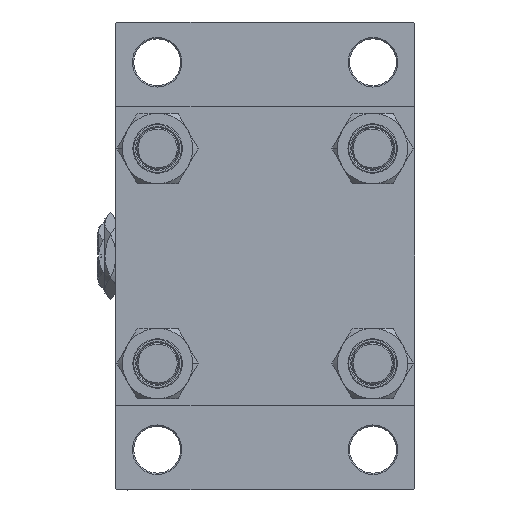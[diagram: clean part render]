
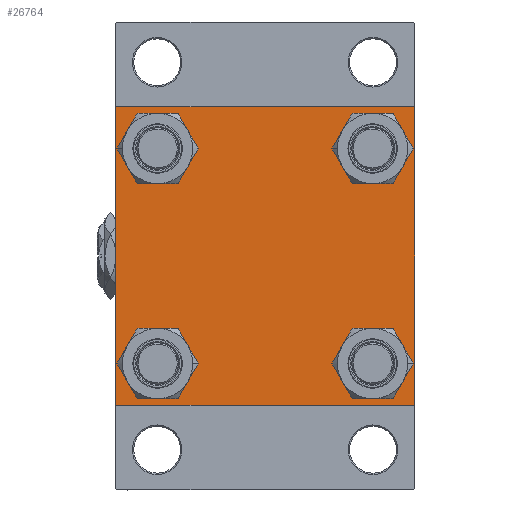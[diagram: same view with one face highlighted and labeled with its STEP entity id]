
A CAD part, left-side view. The second image highlights one B-rep face of the part: STEP entity #26764.
In plain terms, the highlighted planar face has unit normal (-1, 0, 0).
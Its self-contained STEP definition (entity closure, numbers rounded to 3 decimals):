
#418 = CIRCLE ( 'NONE', #28545, 8.5 ) ;
#652 = DIRECTION ( 'NONE',  ( 0., 0., 1. ) ) ;
#954 = CARTESIAN_POINT ( 'NONE',  ( 0., -41.35, 49.85 ) ) ;
#1063 = VECTOR ( 'NONE', #16300, 1000. ) ;
#2234 = VERTEX_POINT ( 'NONE', #38918 ) ;
#2306 = EDGE_LOOP ( 'NONE', ( #11679, #28850 ) ) ;
#2497 = CARTESIAN_POINT ( 'NONE',  ( 0., 57., 57.5 ) ) ;
#2746 = CIRCLE ( 'NONE', #35698, 8.5 ) ;
#3748 = CARTESIAN_POINT ( 'NONE',  ( 0., 41.35, -41.35 ) ) ;
#3827 = VERTEX_POINT ( 'NONE', #48613 ) ;
#4174 = VECTOR ( 'NONE', #34002, 1000. ) ;
#5120 = CIRCLE ( 'NONE', #10745, 8.5 ) ;
#5195 = LINE ( 'NONE', #17517, #38638 ) ;
#5277 = DIRECTION ( 'NONE',  ( 0., 0., 1. ) ) ;
#5292 = FACE_BOUND ( 'NONE', #49736, .T. ) ;
#5531 = DIRECTION ( 'NONE',  ( 0., 0., 1. ) ) ;
#5719 = EDGE_CURVE ( 'NONE', #12729, #40044, #32218, .T. ) ;
#5929 = EDGE_LOOP ( 'NONE', ( #18186, #44166, #13144, #42327, #15167, #36485, #24639, #26393 ) ) ;
#6115 = VERTEX_POINT ( 'NONE', #33021 ) ;
#6164 = VERTEX_POINT ( 'NONE', #44362 ) ;
#6432 = VERTEX_POINT ( 'NONE', #43815 ) ;
#6723 = AXIS2_PLACEMENT_3D ( 'NONE', #12579, #8802, #5277 ) ;
#7618 = CARTESIAN_POINT ( 'NONE',  ( 0., 57.5, -57.5 ) ) ;
#8254 = CARTESIAN_POINT ( 'NONE',  ( 0., 41.35, 41.35 ) ) ;
#8587 = CARTESIAN_POINT ( 'NONE',  ( 0., -57., 57.5 ) ) ;
#8802 = DIRECTION ( 'NONE',  ( 1., 0., 0. ) ) ;
#8833 = DIRECTION ( 'NONE',  ( 0., 0., 1. ) ) ;
#8906 = AXIS2_PLACEMENT_3D ( 'NONE', #8254, #43008, #20077 ) ;
#9231 = DIRECTION ( 'NONE',  ( 0., 0., 1. ) ) ;
#9322 = CARTESIAN_POINT ( 'NONE',  ( 0., -57.25, -57.25 ) ) ;
#9327 = DIRECTION ( 'NONE',  ( 1., 0., 0. ) ) ;
#10041 = PLANE ( 'NONE',  #11567 ) ;
#10209 = EDGE_CURVE ( 'NONE', #17005, #12619, #5120, .T. ) ;
#10265 = ORIENTED_EDGE ( 'NONE', *, *, #36515, .T. ) ;
#10398 = CARTESIAN_POINT ( 'NONE',  ( 0., -41.35, -41.35 ) ) ;
#10745 = AXIS2_PLACEMENT_3D ( 'NONE', #32567, #23775, #39869 ) ;
#11567 = AXIS2_PLACEMENT_3D ( 'NONE', #47842, #17360, #5531 ) ;
#11591 = CARTESIAN_POINT ( 'NONE',  ( 0., 57.25, 57.25 ) ) ;
#11679 = ORIENTED_EDGE ( 'NONE', *, *, #30895, .T. ) ;
#12360 = LINE ( 'NONE', #9322, #40432 ) ;
#12579 = CARTESIAN_POINT ( 'NONE',  ( 0., 41.35, 41.35 ) ) ;
#12619 = VERTEX_POINT ( 'NONE', #13471 ) ;
#12729 = VERTEX_POINT ( 'NONE', #24000 ) ;
#12855 = VERTEX_POINT ( 'NONE', #48164 ) ;
#13085 = FACE_OUTER_BOUND ( 'NONE', #5929, .T. ) ;
#13144 = ORIENTED_EDGE ( 'NONE', *, *, #20273, .T. ) ;
#13471 = CARTESIAN_POINT ( 'NONE',  ( 0., -41.35, 32.85 ) ) ;
#13710 = VERTEX_POINT ( 'NONE', #47793 ) ;
#14860 = EDGE_CURVE ( 'NONE', #6432, #13710, #5195, .T. ) ;
#15167 = ORIENTED_EDGE ( 'NONE', *, *, #46580, .F. ) ;
#15171 = LINE ( 'NONE', #7618, #37185 ) ;
#15890 = EDGE_CURVE ( 'NONE', #13710, #43206, #33186, .T. ) ;
#15893 = VERTEX_POINT ( 'NONE', #33679 ) ;
#16142 = CARTESIAN_POINT ( 'NONE',  ( 0., -41.35, -41.35 ) ) ;
#16300 = DIRECTION ( 'NONE',  ( 0., -1., 0. ) ) ;
#17005 = VERTEX_POINT ( 'NONE', #954 ) ;
#17360 = DIRECTION ( 'NONE',  ( -1., 0., 0. ) ) ;
#17517 = CARTESIAN_POINT ( 'NONE',  ( 0., 57.5, 57.5 ) ) ;
#18022 = LINE ( 'NONE', #48752, #30878 ) ;
#18186 = ORIENTED_EDGE ( 'NONE', *, *, #14860, .T. ) ;
#18208 = DIRECTION ( 'NONE',  ( 0., 0., 1. ) ) ;
#20077 = DIRECTION ( 'NONE',  ( 0., 0., 1. ) ) ;
#20273 = EDGE_CURVE ( 'NONE', #43206, #2234, #15171, .T. ) ;
#21176 = EDGE_CURVE ( 'NONE', #43158, #6432, #26211, .T. ) ;
#22097 = DIRECTION ( 'NONE',  ( 0., -0.707, -0.707 ) ) ;
#22231 = DIRECTION ( 'NONE',  ( 1., 0., 0. ) ) ;
#23759 = ORIENTED_EDGE ( 'NONE', *, *, #5719, .T. ) ;
#23775 = DIRECTION ( 'NONE',  ( 1., 0., 0. ) ) ;
#23781 = ORIENTED_EDGE ( 'NONE', *, *, #41844, .T. ) ;
#23817 = CARTESIAN_POINT ( 'NONE',  ( 0., -57.25, 57.25 ) ) ;
#24000 = CARTESIAN_POINT ( 'NONE',  ( 0., 41.35, 49.85 ) ) ;
#24425 = EDGE_CURVE ( 'NONE', #2234, #30172, #12360, .T. ) ;
#24443 = CIRCLE ( 'NONE', #26057, 8.5 ) ;
#24639 = ORIENTED_EDGE ( 'NONE', *, *, #44318, .F. ) ;
#24671 = FACE_BOUND ( 'NONE', #34382, .T. ) ;
#25079 = DIRECTION ( 'NONE',  ( 1., 0., 0. ) ) ;
#25539 = ORIENTED_EDGE ( 'NONE', *, *, #48365, .T. ) ;
#26057 = AXIS2_PLACEMENT_3D ( 'NONE', #32727, #36480, #29192 ) ;
#26211 = LINE ( 'NONE', #11591, #4174 ) ;
#26393 = ORIENTED_EDGE ( 'NONE', *, *, #21176, .T. ) ;
#26764 = ADVANCED_FACE ( 'NONE', ( #24671, #48094, #5292, #32471, #13085 ), #10041, .T. ) ;
#26772 = EDGE_CURVE ( 'NONE', #3827, #12855, #24443, .T. ) ;
#27419 = VERTEX_POINT ( 'NONE', #8587 ) ;
#28545 = AXIS2_PLACEMENT_3D ( 'NONE', #3748, #35121, #652 ) ;
#28634 = LINE ( 'NONE', #43992, #1063 ) ;
#28682 = CIRCLE ( 'NONE', #35098, 8.5 ) ;
#28850 = ORIENTED_EDGE ( 'NONE', *, *, #42441, .T. ) ;
#29192 = DIRECTION ( 'NONE',  ( 0., 0., 1. ) ) ;
#30172 = VERTEX_POINT ( 'NONE', #38421 ) ;
#30351 = DIRECTION ( 'NONE',  ( 0., 0., -1. ) ) ;
#30632 = VECTOR ( 'NONE', #22097, 1000. ) ;
#30878 = VECTOR ( 'NONE', #30351, 1000. ) ;
#30895 = EDGE_CURVE ( 'NONE', #6164, #6115, #40684, .T. ) ;
#31867 = LINE ( 'NONE', #23817, #39825 ) ;
#31898 = CARTESIAN_POINT ( 'NONE',  ( 0., -41.35, 41.35 ) ) ;
#32218 = CIRCLE ( 'NONE', #8906, 8.5 ) ;
#32371 = DIRECTION ( 'NONE',  ( 0., 0., -1. ) ) ;
#32471 = FACE_BOUND ( 'NONE', #49710, .T. ) ;
#32567 = CARTESIAN_POINT ( 'NONE',  ( 0., -41.35, 41.35 ) ) ;
#32727 = CARTESIAN_POINT ( 'NONE',  ( 0., 41.35, -41.35 ) ) ;
#33021 = CARTESIAN_POINT ( 'NONE',  ( 0., -41.35, -49.85 ) ) ;
#33186 = LINE ( 'NONE', #33924, #30632 ) ;
#33679 = CARTESIAN_POINT ( 'NONE',  ( 0., -57.5, 57. ) ) ;
#33924 = CARTESIAN_POINT ( 'NONE',  ( 0., 57.25, -57.25 ) ) ;
#34002 = DIRECTION ( 'NONE',  ( 0., 0.707, -0.707 ) ) ;
#34239 = AXIS2_PLACEMENT_3D ( 'NONE', #16142, #9327, #8833 ) ;
#34382 = EDGE_LOOP ( 'NONE', ( #41145, #10265 ) ) ;
#34865 = CIRCLE ( 'NONE', #6723, 8.5 ) ;
#35098 = AXIS2_PLACEMENT_3D ( 'NONE', #31898, #25079, #9231 ) ;
#35121 = DIRECTION ( 'NONE',  ( 1., 0., 0. ) ) ;
#35698 = AXIS2_PLACEMENT_3D ( 'NONE', #10398, #22231, #18208 ) ;
#36480 = DIRECTION ( 'NONE',  ( 1., 0., 0. ) ) ;
#36485 = ORIENTED_EDGE ( 'NONE', *, *, #49638, .T. ) ;
#36515 = EDGE_CURVE ( 'NONE', #12619, #17005, #28682, .T. ) ;
#37185 = VECTOR ( 'NONE', #38076, 1000. ) ;
#38076 = DIRECTION ( 'NONE',  ( 0., -1., 0. ) ) ;
#38421 = CARTESIAN_POINT ( 'NONE',  ( 0., -57.5, -57. ) ) ;
#38638 = VECTOR ( 'NONE', #32371, 1000. ) ;
#38918 = CARTESIAN_POINT ( 'NONE',  ( 0., -57., -57.5 ) ) ;
#39547 = DIRECTION ( 'NONE',  ( 0., -0.707, 0.707 ) ) ;
#39667 = DIRECTION ( 'NONE',  ( 0., 0.707, 0.707 ) ) ;
#39825 = VECTOR ( 'NONE', #39667, 1000. ) ;
#39869 = DIRECTION ( 'NONE',  ( 0., 0., 1. ) ) ;
#40044 = VERTEX_POINT ( 'NONE', #41509 ) ;
#40432 = VECTOR ( 'NONE', #39547, 1000. ) ;
#40684 = CIRCLE ( 'NONE', #34239, 8.5 ) ;
#41145 = ORIENTED_EDGE ( 'NONE', *, *, #10209, .T. ) ;
#41509 = CARTESIAN_POINT ( 'NONE',  ( 0., 41.35, 32.85 ) ) ;
#41844 = EDGE_CURVE ( 'NONE', #40044, #12729, #34865, .T. ) ;
#41963 = ORIENTED_EDGE ( 'NONE', *, *, #26772, .T. ) ;
#42327 = ORIENTED_EDGE ( 'NONE', *, *, #24425, .T. ) ;
#42441 = EDGE_CURVE ( 'NONE', #6115, #6164, #2746, .T. ) ;
#43008 = DIRECTION ( 'NONE',  ( 1., 0., 0. ) ) ;
#43158 = VERTEX_POINT ( 'NONE', #2497 ) ;
#43206 = VERTEX_POINT ( 'NONE', #44052 ) ;
#43815 = CARTESIAN_POINT ( 'NONE',  ( 0., 57.5, 57. ) ) ;
#43992 = CARTESIAN_POINT ( 'NONE',  ( 0., 57.5, 57.5 ) ) ;
#44052 = CARTESIAN_POINT ( 'NONE',  ( 0., 57., -57.5 ) ) ;
#44166 = ORIENTED_EDGE ( 'NONE', *, *, #15890, .T. ) ;
#44318 = EDGE_CURVE ( 'NONE', #43158, #27419, #28634, .T. ) ;
#44362 = CARTESIAN_POINT ( 'NONE',  ( 0., -41.35, -32.85 ) ) ;
#46580 = EDGE_CURVE ( 'NONE', #15893, #30172, #18022, .T. ) ;
#47793 = CARTESIAN_POINT ( 'NONE',  ( 0., 57.5, -57. ) ) ;
#47842 = CARTESIAN_POINT ( 'NONE',  ( 0., 0., 0. ) ) ;
#48094 = FACE_BOUND ( 'NONE', #2306, .T. ) ;
#48164 = CARTESIAN_POINT ( 'NONE',  ( 0., 41.35, -32.85 ) ) ;
#48365 = EDGE_CURVE ( 'NONE', #12855, #3827, #418, .T. ) ;
#48613 = CARTESIAN_POINT ( 'NONE',  ( 0., 41.35, -49.85 ) ) ;
#48752 = CARTESIAN_POINT ( 'NONE',  ( 0., -57.5, 57.5 ) ) ;
#49638 = EDGE_CURVE ( 'NONE', #15893, #27419, #31867, .T. ) ;
#49710 = EDGE_LOOP ( 'NONE', ( #23759, #23781 ) ) ;
#49736 = EDGE_LOOP ( 'NONE', ( #25539, #41963 ) ) ;
